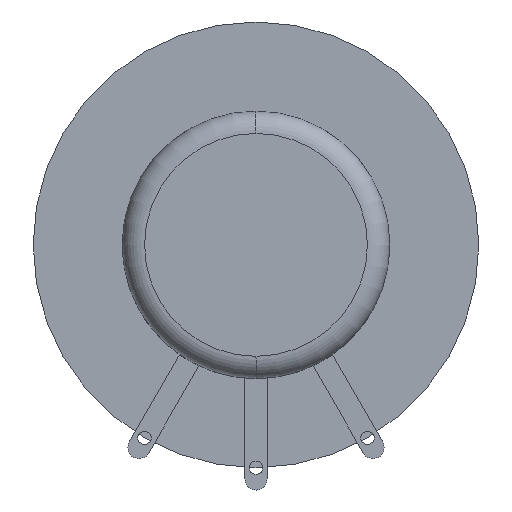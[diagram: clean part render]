
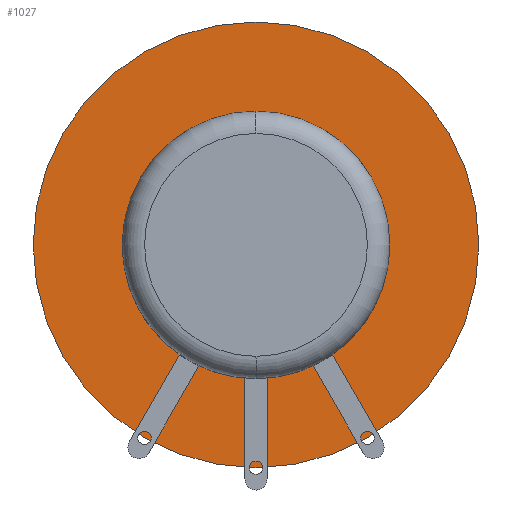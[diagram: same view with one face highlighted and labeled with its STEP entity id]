
A CAD part, left-side view. The second image highlights one B-rep face of the part: STEP entity #1027.
In plain terms, the highlighted planar face has unit normal (-1, 0, 0).
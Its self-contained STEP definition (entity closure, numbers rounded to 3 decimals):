
#719=CARTESIAN_POINT('POINT2417',(0.,
   -4.134,-9.16));
#720=VERTEX_POINT('VERTEX2417',#719);
#727=CARTESIAN_POINT('POINT2418',(0.,
   -5.866,-8.16));
#728=VERTEX_POINT('VERTEX2418',#727);
#729=CARTESIAN_POINT('POS4063',(0.,-5.,
   -8.66));
#730=DIRECTION('DIR5916',(-1.,0.,
   0.));
#731=DIRECTION('DIR5917',(0.,-0.866,
   0.5));
#732=AXIS2_PLACEMENT_3D('AXIS1854',#729,#730,#731);
#733=CIRCLE('ELLIPSE704',#732,1.);
#734=EDGE_CURVE('EDGE3834',#728,#720,#733,.T.);
#752=CARTESIAN_POINT('POINT2419',(0.,-6.845,
   -9.856));
#753=VERTEX_POINT('VERTEX2419',#752);
#754=CARTESIAN_POINT('POS4066',(0.,
   -5.531,-7.58));
#755=DIRECTION('DIR5921',(0.,0.5,
   0.866));
#756=VECTOR('VEC2211',#755,1.);
#757=LINE('STRAIGHT2211',#754,#756);
#758=EDGE_CURVE('EDGE3836',#753,#728,#757,.T.);
#771=CARTESIAN_POINT('POINT2420',(0.,
   6.845,-9.856));
#772=VERTEX_POINT('VERTEX2420',#771);
#775=CARTESIAN_POINT('POINT2421',(0.,
   5.866,-8.16));
#776=VERTEX_POINT('VERTEX2421',#775);
#777=CARTESIAN_POINT('POS4068',(0.,
   8.281,-12.343));
#778=DIRECTION('DIR5924',(0.,0.5,
   -0.866));
#779=VECTOR('VEC2212',#778,1.);
#780=LINE('STRAIGHT2212',#777,#779);
#781=EDGE_CURVE('EDGE3839',#776,#772,#780,.T.);
#799=CARTESIAN_POINT('POINT2422',(0.,
   4.134,-9.16));
#800=VERTEX_POINT('VERTEX2422',#799);
#801=CARTESIAN_POINT('POS4071',(0.,5.,
   -8.66));
#802=DIRECTION('DIR5928',(-1.,0.,
   0.));
#803=DIRECTION('DIR5929',(0.,-0.866,
   -0.5));
#804=AXIS2_PLACEMENT_3D('AXIS1858',#801,#802,#803);
#805=CIRCLE('ELLIPSE705',#804,1.);
#806=EDGE_CURVE('EDGE3841',#800,#776,#805,.T.);
#824=CARTESIAN_POINT('POINT2423',(0.,
   5.113,-10.856));
#825=VERTEX_POINT('VERTEX2423',#824);
#826=CARTESIAN_POINT('POS4074',(0.,
   3.799,-8.58));
#827=DIRECTION('DIR5933',(0.,-0.5,
   0.866));
#828=VECTOR('VEC2215',#827,1.);
#829=LINE('STRAIGHT2215',#826,#828);
#830=EDGE_CURVE('EDGE3843',#825,#800,#829,.T.);
#842=CARTESIAN_POINT('POINT2424',(0.,
   0.,12.));
#843=VERTEX_POINT('VERTEX2424',#842);
#850=CARTESIAN_POINT('POS4077',(0.,0.,
   0.));
#851=DIRECTION('DIR5937',(1.,0.,0.));
#852=DIRECTION('DIR5938',(0.,0.,1.));
#853=AXIS2_PLACEMENT_3D('AXIS1861',#850,#851,#852);
#854=CIRCLE('ELLIPSE706',#853,12.);
#855=EDGE_CURVE('EDGE3846',#772,#843,#854,.T.);
#862=CARTESIAN_POINT('POINT2425',(0.,1.,
   -11.958));
#863=VERTEX_POINT('VERTEX2425',#862);
#864=EDGE_CURVE('EDGE3847',#863,#825,#854,.T.);
#887=CARTESIAN_POINT('POINT2426',(0.,1.,
   -10.));
#888=VERTEX_POINT('VERTEX2426',#887);
#889=CARTESIAN_POINT('POS4080',(0.,1.,
   -15.5));
#890=DIRECTION('DIR5942',(0.,0.,-1.));
#891=VECTOR('VEC2218',#890,1.);
#892=LINE('STRAIGHT2218',#889,#891);
#893=EDGE_CURVE('EDGE3850',#888,#863,#892,.T.);
#911=CARTESIAN_POINT('POINT2427',(0.,-1.,
   -10.));
#912=VERTEX_POINT('VERTEX2427',#911);
#913=CARTESIAN_POINT('POS4083',(0.,
   0.,-10.));
#914=DIRECTION('DIR5946',(-1.,0.,
   0.));
#915=DIRECTION('DIR5947',(0.,-1.,
   0.));
#916=AXIS2_PLACEMENT_3D('AXIS1864',#913,#914,#915);
#917=CIRCLE('ELLIPSE707',#916,1.);
#918=EDGE_CURVE('EDGE3852',#912,#888,#917,.T.);
#936=CARTESIAN_POINT('POINT2428',(0.,-1.,
   -11.958));
#937=VERTEX_POINT('VERTEX2428',#936);
#938=CARTESIAN_POINT('POS4086',(0.,-1.,
   -10.));
#939=DIRECTION('DIR5951',(0.,0.,1.));
#940=VECTOR('VEC2221',#939,1.);
#941=LINE('STRAIGHT2221',#938,#940);
#942=EDGE_CURVE('EDGE3854',#937,#912,#941,.T.);
#960=CARTESIAN_POINT('POINT2429',(0.,-5.113,
   -10.856));
#961=VERTEX_POINT('VERTEX2429',#960);
#962=EDGE_CURVE('EDGE3856',#961,#937,#854,.T.);
#970=EDGE_CURVE('EDGE3858',#843,#753,#854,.T.);
#977=CARTESIAN_POINT('POS4088',(0.,
   -6.549,-13.343));
#978=DIRECTION('DIR5954',(0.,-0.5,
   -0.866));
#979=VECTOR('VEC2222',#978,1.);
#980=LINE('STRAIGHT2222',#977,#979);
#981=EDGE_CURVE('EDGE3859',#720,#961,#980,.T.);
#992=ORIENTED_EDGE('COEDGE7706',*,*,#981,.T.);
#993=ORIENTED_EDGE('COEDGE7707',*,*,#962,.T.);
#994=ORIENTED_EDGE('COEDGE7708',*,*,#942,.T.);
#995=ORIENTED_EDGE('COEDGE7709',*,*,#918,.T.);
#996=ORIENTED_EDGE('COEDGE7710',*,*,#893,.T.);
#997=ORIENTED_EDGE('COEDGE7711',*,*,#864,.T.);
#998=ORIENTED_EDGE('COEDGE7712',*,*,#830,.T.);
#999=ORIENTED_EDGE('COEDGE7713',*,*,#806,.T.);
#1000=ORIENTED_EDGE('COEDGE7714',*,*,#781,.T.);
#1001=ORIENTED_EDGE('COEDGE7715',*,*,#855,.T.);
#1002=ORIENTED_EDGE('COEDGE7716',*,*,#970,.T.);
#1003=ORIENTED_EDGE('COEDGE7717',*,*,#758,.T.);
#1004=ORIENTED_EDGE('COEDGE7718',*,*,#734,.T.);
#1005=EDGE_LOOP('NONE',(#992,#993,#994,#995,#996,#997,#998,#999,#1000,
   #1001,#1002,#1003,#1004));
#1006=FACE_BOUND('LOOP1',#1005,.T.);
#1007=CARTESIAN_POINT('POINT2430',(0.,0.,
   -20.));
#1008=VERTEX_POINT('VERTEX2430',#1007);
#1009=CARTESIAN_POINT('POINT2431',(0.,
   0.,20.));
#1010=VERTEX_POINT('VERTEX2431',#1009);
#1011=CARTESIAN_POINT('POS4090',(0.,0.,0.));
#1012=DIRECTION('DIR5957',(-1.,0.,0.));
#1013=DIRECTION('DIR5958',(0.,0.,-1.));
#1014=AXIS2_PLACEMENT_3D('AXIS1868',#1011,#1012,#1013);
#1015=CIRCLE('ELLIPSE708',#1014,20.);
#1016=EDGE_CURVE('EDGE3860',#1008,#1010,#1015,.T.);
#1017=ORIENTED_EDGE('COEDGE7719',*,*,#1016,.T.);
#1018=EDGE_CURVE('EDGE3861',#1010,#1008,#1015,.T.);
#1019=ORIENTED_EDGE('COEDGE7720',*,*,#1018,.T.);
#1020=EDGE_LOOP('NONE',(#1017,#1019));
#1021=FACE_BOUND('LOOP1',#1020,.T.);
#1022=CARTESIAN_POINT('POS4091',(0.,0.,
   -10.));
#1023=DIRECTION('DIR5959',(-1.,0.,0.));
#1024=DIRECTION('DIR5960',(0.,1.,0.));
#1025=AXIS2_PLACEMENT_3D('AXIS1869',#1022,#1023,#1024);
#1026=PLANE('PLANE838',#1025);
#1027=ADVANCED_FACE('FACE1586',(#1006,#1021),#1026,.T.);
